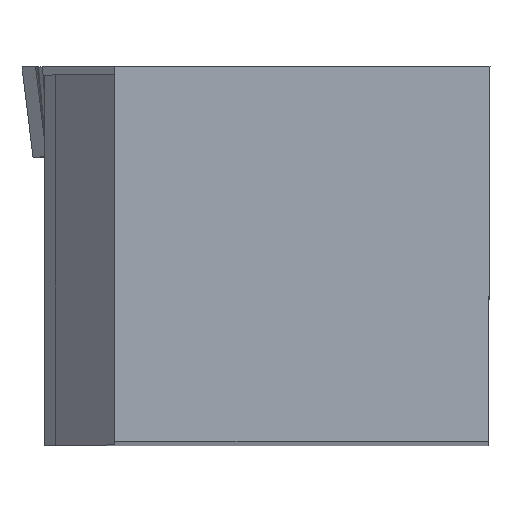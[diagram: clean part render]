
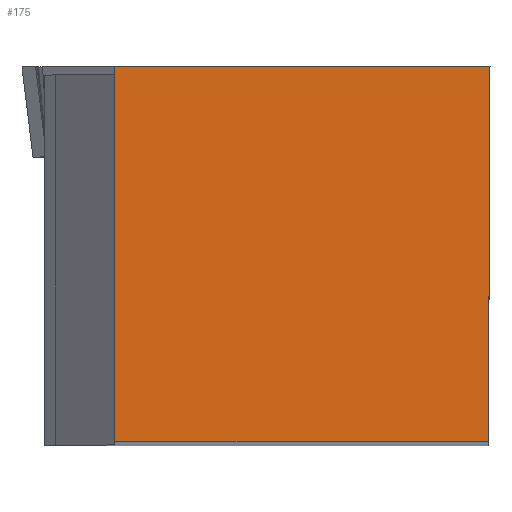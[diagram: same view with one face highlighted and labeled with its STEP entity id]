
A CAD part, top view. The second image highlights one B-rep face of the part: STEP entity #175.
In plain terms, the highlighted planar face has unit normal (0, 0, 1).
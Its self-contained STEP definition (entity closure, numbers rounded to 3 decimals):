
#136=FACE_OUTER_BOUND('',#397,.T.);
#175=ADVANCED_FACE('BLANK_BOXF006',(#136),#205,.F.);
#205=PLANE('',#930);
#229=LINE('',#1305,#291);
#233=LINE('',#1313,#295);
#239=LINE('',#1326,#301);
#266=LINE('',#1465,#328);
#291=VECTOR('',#1032,1.);
#295=VECTOR('',#1038,1.);
#301=VECTOR('',#1046,1.);
#328=VECTOR('',#1115,1.);
#397=EDGE_LOOP('',(#559,#560,#561,#562));
#559=ORIENTED_EDGE('',*,*,#716,.F.);
#560=ORIENTED_EDGE('',*,*,#758,.F.);
#561=ORIENTED_EDGE('',*,*,#710,.F.);
#562=ORIENTED_EDGE('',*,*,#706,.F.);
#630=VERTEX_POINT('',#1304);
#631=VERTEX_POINT('',#1306);
#634=VERTEX_POINT('',#1314);
#639=VERTEX_POINT('',#1325);
#706=EDGE_CURVE('',#630,#631,#229,.T.);
#710=EDGE_CURVE('',#631,#634,#233,.T.);
#716=EDGE_CURVE('',#639,#630,#239,.T.);
#758=EDGE_CURVE('',#634,#639,#266,.T.);
#930=AXIS2_PLACEMENT_3D('',#1481,#1135,#1136);
#1032=DIRECTION('',(1.,0.,0.));
#1038=DIRECTION('',(-0.004,-1.,0.));
#1046=DIRECTION('',(0.,1.,0.));
#1115=DIRECTION('',(-1.,0.,0.));
#1135=DIRECTION('',(0.,0.,-1.));
#1136=DIRECTION('',(-1.,0.,0.));
#1304=CARTESIAN_POINT('',(-9.9,9.9,0.));
#1305=CARTESIAN_POINT('',(-78.35,9.9,0.));
#1306=CARTESIAN_POINT('',(0.,9.9,0.));
#1313=CARTESIAN_POINT('',(0.299,78.349,0.));
#1314=CARTESIAN_POINT('',(-0.043,0.,0.));
#1325=CARTESIAN_POINT('',(-9.9,0.,0.));
#1326=CARTESIAN_POINT('',(-9.9,-78.35,0.));
#1465=CARTESIAN_POINT('',(78.35,0.,0.));
#1481=CARTESIAN_POINT('',(-19.35,-5.,0.));
